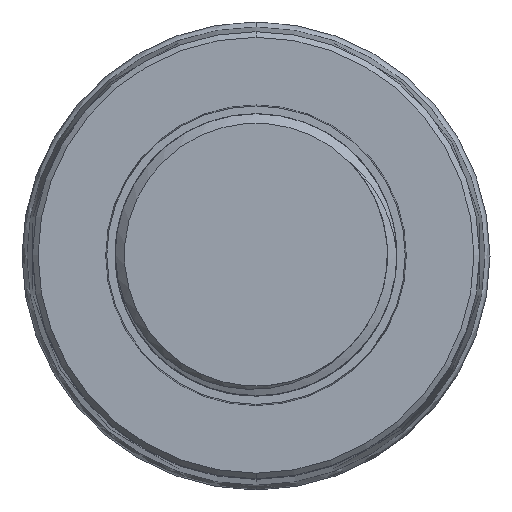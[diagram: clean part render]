
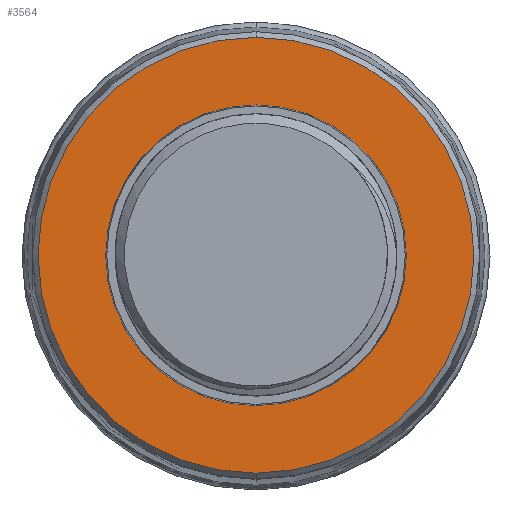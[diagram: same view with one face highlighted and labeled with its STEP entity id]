
A CAD part, top view. The second image highlights one B-rep face of the part: STEP entity #3564.
In plain terms, the highlighted face is planar.
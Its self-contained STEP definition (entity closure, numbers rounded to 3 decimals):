
#20=CARTESIAN_POINT('',(0.,0.,0.));
#21=DIRECTION('',(0.,0.,-1.));
#22=DIRECTION('',(0.,1.,0.));
#23=AXIS2_PLACEMENT_3D('',#20,#21,#22);
#29=CARTESIAN_POINT('',(0.,0.,0.));
#30=DIRECTION('',(0.,0.,-1.));
#31=DIRECTION('',(0.,-1.,0.));
#32=AXIS2_PLACEMENT_3D('',#29,#30,#31);
#37=CARTESIAN_POINT('',(0.,0.,0.));
#38=DIRECTION('',(0.,0.,-1.));
#39=DIRECTION('',(0.,-1.,0.));
#40=AXIS2_PLACEMENT_3D('',#37,#38,#39);
#45=CARTESIAN_POINT('',(0.,0.,0.));
#46=DIRECTION('',(0.,0.,-1.));
#47=DIRECTION('',(0.,1.,0.));
#48=AXIS2_PLACEMENT_3D('',#45,#46,#47);
#3468=CARTESIAN_POINT('',(0.,8.,0.));
#3469=VERTEX_POINT('',#3468);
#3470=CARTESIAN_POINT('',(0.,-8.,0.));
#3471=VERTEX_POINT('',#3470);
#3539=CARTESIAN_POINT('',(0.,-11.6,0.));
#3540=CARTESIAN_POINT('',(0.,11.6,0.));
#3541=VERTEX_POINT('',#3539);
#3542=VERTEX_POINT('',#3540);
#3547=CARTESIAN_POINT('',(0.,0.,0.));
#3548=DIRECTION('',(0.,0.,-1.));
#3549=DIRECTION('',(0.,-1.,0.));
#3550=AXIS2_PLACEMENT_3D('',#3547,#3548,#3549);
#3551=PLANE('',#3550);
#3553=ORIENTED_EDGE('',*,*,#3552,.F.);
#3555=ORIENTED_EDGE('',*,*,#3554,.F.);
#3556=EDGE_LOOP('',(#3553,#3555));
#3557=FACE_OUTER_BOUND('',#3556,.F.);
#3559=ORIENTED_EDGE('',*,*,#3558,.T.);
#3561=ORIENTED_EDGE('',*,*,#3560,.T.);
#3562=EDGE_LOOP('',(#3559,#3561));
#3563=FACE_BOUND('',#3562,.F.);
#24=CIRCLE('',#23,8.);
#33=CIRCLE('',#32,8.);
#41=CIRCLE('',#40,11.6);
#49=CIRCLE('',#48,11.6);
#3552=EDGE_CURVE('',#3541,#3542,#41,.T.);
#3554=EDGE_CURVE('',#3542,#3541,#49,.T.);
#3558=EDGE_CURVE('',#3469,#3471,#24,.T.);
#3560=EDGE_CURVE('',#3471,#3469,#33,.T.);
#3564=ADVANCED_FACE('',(#3557,#3563),#3551,.T.);
